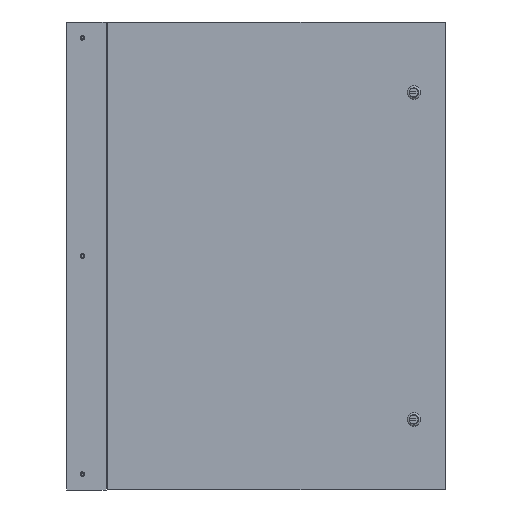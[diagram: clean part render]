
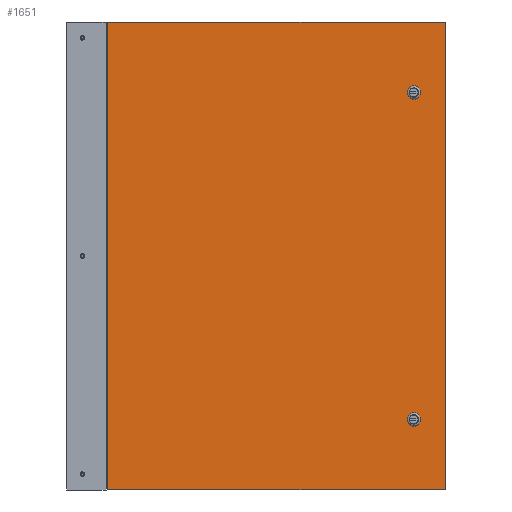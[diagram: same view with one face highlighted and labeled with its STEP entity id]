
A CAD part, front view. The second image highlights one B-rep face of the part: STEP entity #1651.
In plain terms, the highlighted planar face has unit normal (0, -1, 0).
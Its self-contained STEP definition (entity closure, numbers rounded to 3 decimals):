
#1651 = ADVANCED_FACE( '', ( #3357, #3358, #3359 ), #3360, .T. );
#3357 = FACE_BOUND( '', #20696, .T. );
#3358 = FACE_BOUND( '', #20697, .T. );
#3359 = FACE_OUTER_BOUND( '', #20698, .T. );
#3360 = PLANE( '', #20699 );
#20696 = EDGE_LOOP( '', ( #36233, #36234, #36235, #36236 ) );
#20697 = EDGE_LOOP( '', ( #36237, #36238, #36239, #36240 ) );
#20698 = EDGE_LOOP( '', ( #36241, #36242, #36243, #36244 ) );
#20699 = AXIS2_PLACEMENT_3D( '', #36245, #36246, #36247 );
#36233 = ORIENTED_EDGE( '', *, *, #39760, .F. );
#36234 = ORIENTED_EDGE( '', *, *, #39678, .F. );
#36235 = ORIENTED_EDGE( '', *, *, #39761, .F. );
#36236 = ORIENTED_EDGE( '', *, *, #39762, .F. );
#36237 = ORIENTED_EDGE( '', *, *, #38876, .F. );
#36238 = ORIENTED_EDGE( '', *, *, #39576, .F. );
#36239 = ORIENTED_EDGE( '', *, *, #39196, .F. );
#36240 = ORIENTED_EDGE( '', *, *, #39142, .F. );
#36241 = ORIENTED_EDGE( '', *, *, #39763, .T. );
#36242 = ORIENTED_EDGE( '', *, *, #39764, .T. );
#36243 = ORIENTED_EDGE( '', *, *, #39765, .T. );
#36244 = ORIENTED_EDGE( '', *, *, #39406, .T. );
#36245 = CARTESIAN_POINT( '', ( 0., 0., 0. ) );
#36246 = DIRECTION( '', ( 0., -1., 0. ) );
#36247 = DIRECTION( '', ( 0., 0., -1. ) );
#38876 = EDGE_CURVE( '', #41202, #41204, #41205, .T. );
#39142 = EDGE_CURVE( '', #41204, #41638, #41639, .T. );
#39196 = EDGE_CURVE( '', #41638, #41723, #41724, .T. );
#39406 = EDGE_CURVE( '', #42037, #42038, #42039, .T. );
#39576 = EDGE_CURVE( '', #41723, #41202, #42283, .T. );
#39678 = EDGE_CURVE( '', #42415, #42417, #42418, .T. );
#39760 = EDGE_CURVE( '', #42417, #42520, #42521, .T. );
#39761 = EDGE_CURVE( '', #42522, #42415, #42523, .T. );
#39762 = EDGE_CURVE( '', #42520, #42522, #42524, .T. );
#39763 = EDGE_CURVE( '', #42038, #42525, #42526, .T. );
#39764 = EDGE_CURVE( '', #42525, #42527, #42528, .T. );
#39765 = EDGE_CURVE( '', #42527, #42037, #42529, .T. );
#41202 = VERTEX_POINT( '', #45200 );
#41204 = VERTEX_POINT( '', #45203 );
#41205 = CIRCLE( '', #45204, 9.716 );
#41638 = VERTEX_POINT( '', #46057 );
#41639 = LINE( '', #46058, #46059 );
#41723 = VERTEX_POINT( '', #46295 );
#41724 = CIRCLE( '', #46296, 9.716 );
#42037 = VERTEX_POINT( '', #47193 );
#42038 = VERTEX_POINT( '', #47194 );
#42039 = LINE( '', #47195, #47196 );
#42283 = LINE( '', #47698, #47699 );
#42415 = VERTEX_POINT( '', #47971 );
#42417 = VERTEX_POINT( '', #47974 );
#42418 = LINE( '', #47975, #47976 );
#42520 = VERTEX_POINT( '', #48220 );
#42521 = CIRCLE( '', #48221, 9.716 );
#42522 = VERTEX_POINT( '', #48222 );
#42523 = CIRCLE( '', #48223, 9.716 );
#42524 = LINE( '', #48224, #48225 );
#42525 = VERTEX_POINT( '', #48226 );
#42526 = LINE( '', #48227, #48228 );
#42527 = VERTEX_POINT( '', #48229 );
#42528 = LINE( '', #48230, #48231 );
#42529 = LINE( '', #48232, #48233 );
#45200 = CARTESIAN_POINT( '', ( 243.078, 0., -274.078 ) );
#45203 = CARTESIAN_POINT( '', ( 226.822, 0., -274.078 ) );
#45204 = AXIS2_PLACEMENT_3D( '', #50003, #50004, #50005 );
#46057 = CARTESIAN_POINT( '', ( 226.822, 0., -284.722 ) );
#46058 = CARTESIAN_POINT( '', ( 226.822, 0., -274.078 ) );
#46059 = VECTOR( '', #50304, 1000. );
#46295 = CARTESIAN_POINT( '', ( 243.078, 0., -284.722 ) );
#46296 = AXIS2_PLACEMENT_3D( '', #50343, #50344, #50345 );
#47193 = CARTESIAN_POINT( '', ( 288.925, 0., 400.05 ) );
#47194 = CARTESIAN_POINT( '', ( -288.925, 0., 400.05 ) );
#47195 = CARTESIAN_POINT( '', ( 288.925, 0., 400.05 ) );
#47196 = VECTOR( '', #50509, 1000. );
#47698 = CARTESIAN_POINT( '', ( 243.078, 0., -274.078 ) );
#47699 = VECTOR( '', #50701, 1000. );
#47971 = CARTESIAN_POINT( '', ( 243.078, 0., 274.078 ) );
#47974 = CARTESIAN_POINT( '', ( 243.078, 0., 284.722 ) );
#47975 = CARTESIAN_POINT( '', ( 243.078, 0., 284.722 ) );
#47976 = VECTOR( '', #50812, 1000. );
#48220 = CARTESIAN_POINT( '', ( 226.822, 0., 284.722 ) );
#48221 = AXIS2_PLACEMENT_3D( '', #50884, #50885, #50886 );
#48222 = CARTESIAN_POINT( '', ( 226.822, 0., 274.078 ) );
#48223 = AXIS2_PLACEMENT_3D( '', #50887, #50888, #50889 );
#48224 = CARTESIAN_POINT( '', ( 226.822, 0., 284.722 ) );
#48225 = VECTOR( '', #50890, 1000. );
#48226 = CARTESIAN_POINT( '', ( -288.925, 0., -400.05 ) );
#48227 = CARTESIAN_POINT( '', ( -288.925, 0., 400.05 ) );
#48228 = VECTOR( '', #50891, 1000. );
#48229 = CARTESIAN_POINT( '', ( 288.925, 0., -400.05 ) );
#48230 = CARTESIAN_POINT( '', ( -288.925, 0., -400.05 ) );
#48231 = VECTOR( '', #50892, 1000. );
#48232 = CARTESIAN_POINT( '', ( 288.925, 0., -400.05 ) );
#48233 = VECTOR( '', #50893, 1000. );
#50003 = CARTESIAN_POINT( '', ( 234.95, 0., -279.4 ) );
#50004 = DIRECTION( '', ( 0., -1., 0. ) );
#50005 = DIRECTION( '', ( 1., 0., 0. ) );
#50304 = DIRECTION( '', ( 0., 0., -1. ) );
#50343 = CARTESIAN_POINT( '', ( 234.95, 0., -279.4 ) );
#50344 = DIRECTION( '', ( 0., -1., 0. ) );
#50345 = DIRECTION( '', ( 1., 0., 0. ) );
#50509 = DIRECTION( '', ( -1., 0., 0. ) );
#50701 = DIRECTION( '', ( 0., 0., 1. ) );
#50812 = DIRECTION( '', ( 0., 0., 1. ) );
#50884 = CARTESIAN_POINT( '', ( 234.95, 0., 279.4 ) );
#50885 = DIRECTION( '', ( 0., -1., 0. ) );
#50886 = DIRECTION( '', ( 1., 0., 0. ) );
#50887 = CARTESIAN_POINT( '', ( 234.95, 0., 279.4 ) );
#50888 = DIRECTION( '', ( 0., -1., 0. ) );
#50889 = DIRECTION( '', ( 1., 0., 0. ) );
#50890 = DIRECTION( '', ( 0., 0., -1. ) );
#50891 = DIRECTION( '', ( 0., 0., -1. ) );
#50892 = DIRECTION( '', ( 1., 0., 0. ) );
#50893 = DIRECTION( '', ( 0., 0., 1. ) );
